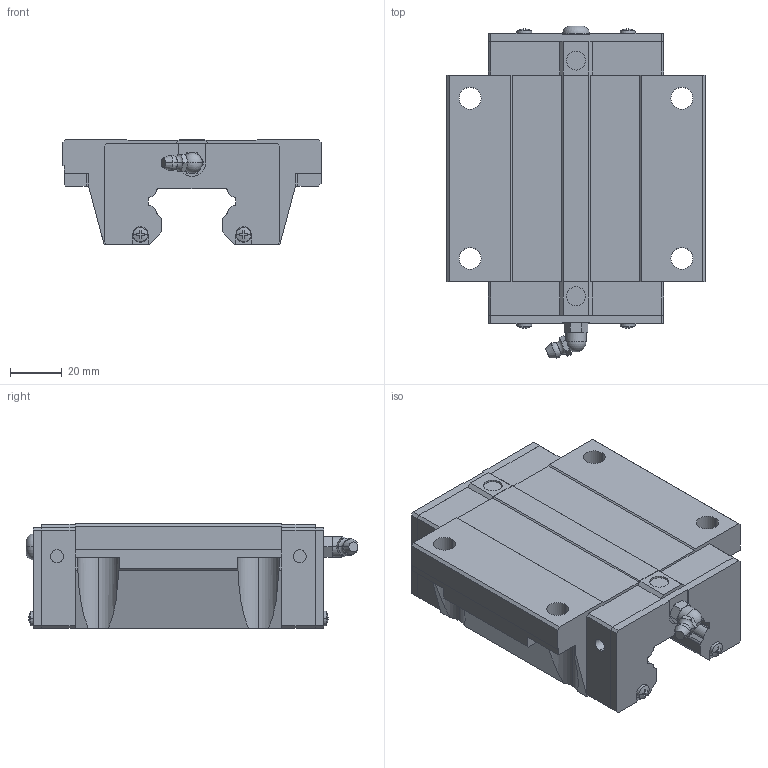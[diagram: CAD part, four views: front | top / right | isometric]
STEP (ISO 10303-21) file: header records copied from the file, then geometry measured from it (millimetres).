
FILE_DESCRIPTION(('STEP AP214'),'1');
FILE_NAME('cctmp_E9FFD243-2A99-43C3-97C4-6760E30DFE62_2020_4_23_15_11_29_258..stp','2020-04-23T13:11:29',('HIWIN GmbH'),('CADClick - www.CADClick.com'),'Spatial InterOp 3D',' ','unknown authorization');
FILE_SCHEMA(('AUTOMOTIVE_DESIGN'));
Length unit declared in the file: millimetre
Products named in the file (1): HGW35CCZ0H_FILE
Bounding box: 100 x 128.51 x 40.5 mm (x, y, z)
Volume: 280484.4 mm3; surface area: 42937.7 mm2
Topology: 1 solids, 5 shells, 378 faces, 1020 edges, 664 vertices
Faces by surface type: plane 228, cylinder 92, cone 38, torus 18, sphere 2
Entity records: 15080 total; most frequent: CARTESIAN_POINT 2597, ORIENTED_EDGE 2036, DIRECTION 1918, EDGE_CURVE 1018, VERTEX_POINT 664, LINE 644, VECTOR 644, AXIS2_PLACEMENT_3D 637
